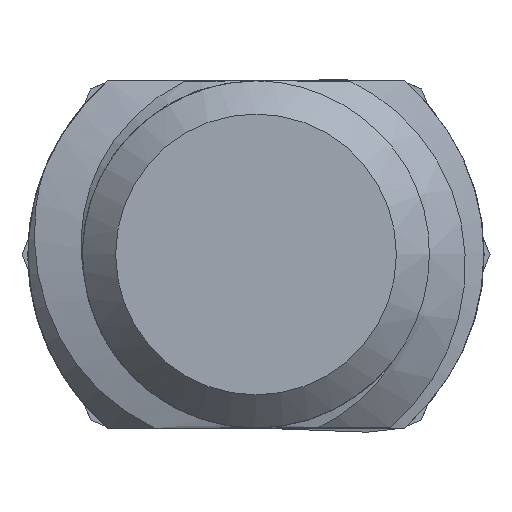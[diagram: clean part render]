
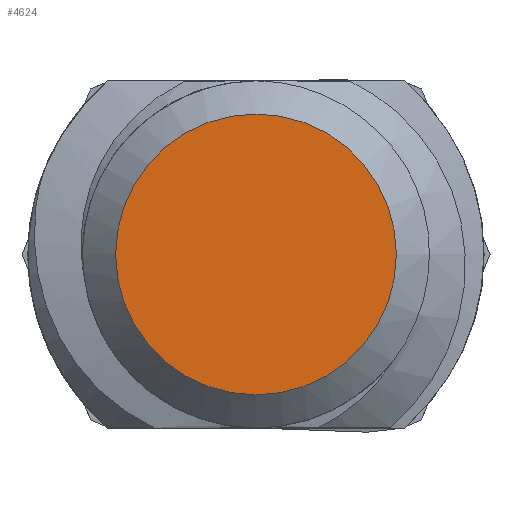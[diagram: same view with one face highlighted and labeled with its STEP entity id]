
A CAD part, front view. The second image highlights one B-rep face of the part: STEP entity #4624.
In plain terms, the highlighted planar face has unit normal (0, -1, 0).
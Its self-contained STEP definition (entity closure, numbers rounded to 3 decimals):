
#237=CIRCLE('',#4669,2.4);
#482=FACE_OUTER_BOUND('',#730,.T.);
#730=EDGE_LOOP('',(#4272));
#2159=VERTEX_POINT('',#8585);
#2642=EDGE_CURVE('',#2159,#2159,#237,.T.);
#4272=ORIENTED_EDGE('',*,*,#2642,.F.);
#4378=PLANE('',#4803);
#4624=ADVANCED_FACE('',(#482),#4378,.T.);
#4669=AXIS2_PLACEMENT_3D('',#8587,#5067,#5068);
#4803=AXIS2_PLACEMENT_3D('',#14572,#5339,#5340);
#5067=DIRECTION('center_axis',(0.,1.,0.));
#5068=DIRECTION('ref_axis',(-1.,0.,0.));
#5339=DIRECTION('center_axis',(0.,-1.,0.));
#5340=DIRECTION('ref_axis',(0.,0.,-1.));
#8585=CARTESIAN_POINT('',(2.4,-123.5,4.));
#8587=CARTESIAN_POINT('Origin',(0.,-123.5,4.));
#14572=CARTESIAN_POINT('Origin',(0.,-123.5,4.));
